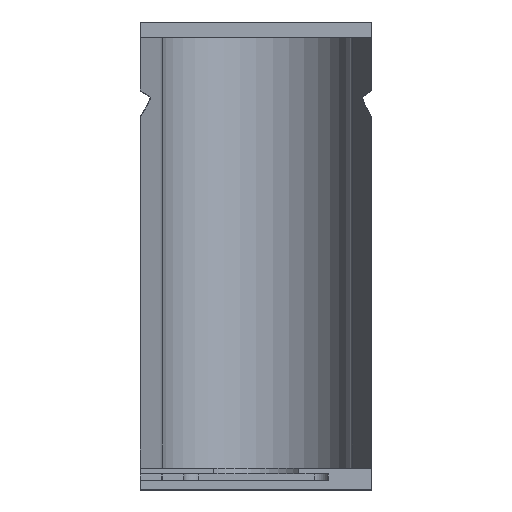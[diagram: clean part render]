
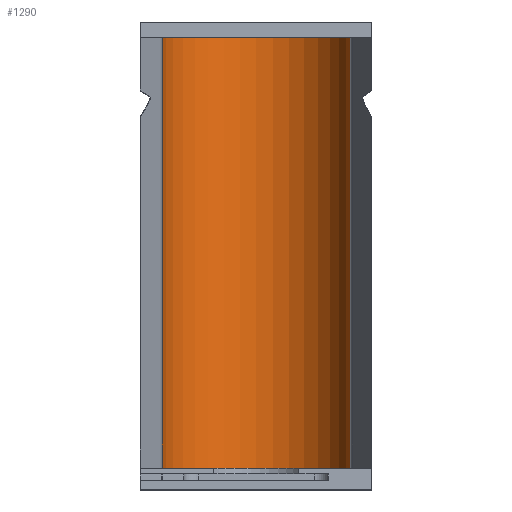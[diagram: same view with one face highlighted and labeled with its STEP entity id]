
A CAD part, left-side view. The second image highlights one B-rep face of the part: STEP entity #1290.
In plain terms, the highlighted cylindrical face has radius 8.3 mm (diameter 16.6 mm), a partial arc.
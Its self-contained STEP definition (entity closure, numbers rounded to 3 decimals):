
#25=CYLINDRICAL_SURFACE('',#1391,8.3);
#61=CIRCLE('',#1360,8.3);
#75=CIRCLE('',#1389,8.3);
#129=FACE_OUTER_BOUND('',#197,.T.);
#197=EDGE_LOOP('',(#1125,#1126,#1127,#1128));
#343=LINE('',#2248,#487);
#344=LINE('',#2250,#488);
#487=VECTOR('',#1687,10.);
#488=VECTOR('',#1690,10.);
#587=VERTEX_POINT('',#2146);
#588=VERTEX_POINT('',#2148);
#619=VERTEX_POINT('',#2239);
#621=VERTEX_POINT('',#2244);
#749=EDGE_CURVE('',#588,#587,#61,.T.);
#798=EDGE_CURVE('',#619,#621,#75,.T.);
#799=EDGE_CURVE('',#619,#587,#343,.T.);
#800=EDGE_CURVE('',#588,#621,#344,.T.);
#1125=ORIENTED_EDGE('',*,*,#749,.T.);
#1126=ORIENTED_EDGE('',*,*,#799,.F.);
#1127=ORIENTED_EDGE('',*,*,#798,.T.);
#1128=ORIENTED_EDGE('',*,*,#800,.F.);
#1290=ADVANCED_FACE('',(#129),#25,.F.);
#1360=AXIS2_PLACEMENT_3D('',#2149,#1590,#1591);
#1389=AXIS2_PLACEMENT_3D('',#2246,#1683,#1684);
#1391=AXIS2_PLACEMENT_3D('',#2249,#1688,#1689);
#1590=DIRECTION('center_axis',(0.,0.,
1.));
#1591=DIRECTION('ref_axis',(1.,0.,0.));
#1683=DIRECTION('center_axis',(0.,0.,-1.));
#1684=DIRECTION('ref_axis',(1.,0.,0.));
#1687=DIRECTION('',(0.,0.,1.));
#1688=DIRECTION('center_axis',(0.,0.,-1.));
#1689=DIRECTION('ref_axis',(1.,0.,0.));
#1690=DIRECTION('',(0.,0.,-1.));
#2146=CARTESIAN_POINT('',(-15.728,8.176,-1.331));
#2148=CARTESIAN_POINT('',(-15.736,-8.179,-1.331));
#2149=CARTESIAN_POINT('Origin',(-14.314,-0.002,
-1.331));
#2239=CARTESIAN_POINT('',(-15.728,8.176,-38.582));
#2244=CARTESIAN_POINT('',(-15.736,-8.179,-38.582));
#2246=CARTESIAN_POINT('Origin',(-14.314,-0.002,
-38.582));
#2248=CARTESIAN_POINT('',(-15.728,8.176,0.));
#2249=CARTESIAN_POINT('Origin',(-14.314,-0.002,
0.));
#2250=CARTESIAN_POINT('',(-15.736,-8.179,0.));
